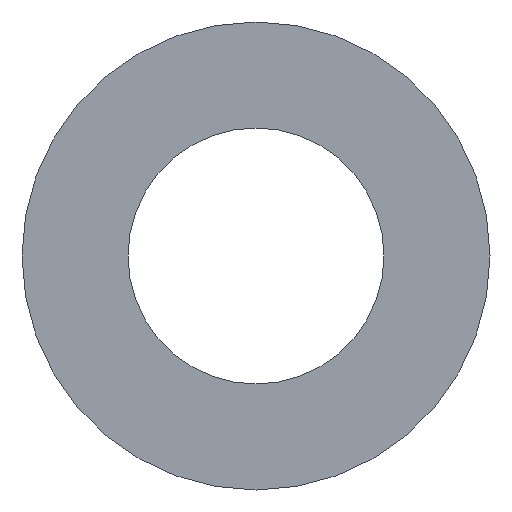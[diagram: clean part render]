
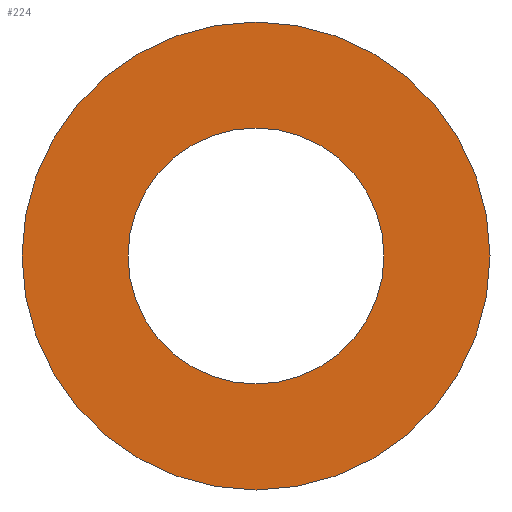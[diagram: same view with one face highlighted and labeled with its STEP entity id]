
A CAD part, front view. The second image highlights one B-rep face of the part: STEP entity #224.
In plain terms, the highlighted planar face has unit normal (0, -1, 0).
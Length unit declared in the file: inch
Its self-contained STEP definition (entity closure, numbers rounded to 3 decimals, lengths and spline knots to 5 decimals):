
#3 = FACE_OUTER_BOUND ( 'NONE', #14, .T. ) ;
#11 = DIRECTION ( 'NONE',  ( 0., 0., 1. ) ) ;
#14 = EDGE_LOOP ( 'NONE', ( #225, #52 ) ) ;
#18 = CARTESIAN_POINT ( 'NONE',  ( 0., 0., 0. ) ) ;
#21 = DIRECTION ( 'NONE',  ( 0., 0., 1. ) ) ;
#39 = DIRECTION ( 'NONE',  ( 0., 0., 1. ) ) ;
#45 = CARTESIAN_POINT ( 'NONE',  ( 0., 0., 0.34375 ) ) ;
#52 = ORIENTED_EDGE ( 'NONE', *, *, #270, .F. ) ;
#55 = VERTEX_POINT ( 'NONE', #277 ) ;
#58 = CARTESIAN_POINT ( 'NONE',  ( 0., 0., -0.188 ) ) ;
#61 = ORIENTED_EDGE ( 'NONE', *, *, #79, .T. ) ;
#68 = AXIS2_PLACEMENT_3D ( 'NONE', #91, #90, #39 ) ;
#79 = EDGE_CURVE ( 'NONE', #212, #294, #207, .T. ) ;
#82 = EDGE_LOOP ( 'NONE', ( #110, #61 ) ) ;
#85 = EDGE_CURVE ( 'NONE', #55, #201, #93, .T. ) ;
#89 = AXIS2_PLACEMENT_3D ( 'NONE', #18, #123, #165 ) ;
#90 = DIRECTION ( 'NONE',  ( 0., 1., 0. ) ) ;
#91 = CARTESIAN_POINT ( 'NONE',  ( 0., 0., 0. ) ) ;
#93 = CIRCLE ( 'NONE', #265, 0.34375 ) ;
#99 = CIRCLE ( 'NONE', #143, 0.34375 ) ;
#110 = ORIENTED_EDGE ( 'NONE', *, *, #205, .T. ) ;
#120 = DIRECTION ( 'NONE',  ( 0., 1., 0. ) ) ;
#123 = DIRECTION ( 'NONE',  ( 0., 1., 0. ) ) ;
#143 = AXIS2_PLACEMENT_3D ( 'NONE', #175, #178, #11 ) ;
#145 = PLANE ( 'NONE',  #261 ) ;
#165 = DIRECTION ( 'NONE',  ( 0., 0., 1. ) ) ;
#175 = CARTESIAN_POINT ( 'NONE',  ( 0., 0., 0. ) ) ;
#178 = DIRECTION ( 'NONE',  ( 0., 1., 0. ) ) ;
#201 = VERTEX_POINT ( 'NONE', #45 ) ;
#205 = EDGE_CURVE ( 'NONE', #294, #212, #274, .T. ) ;
#207 = CIRCLE ( 'NONE', #68, 0.188 ) ;
#212 = VERTEX_POINT ( 'NONE', #283 ) ;
#224 = ADVANCED_FACE ( 'NONE', ( #263, #3 ), #145, .F. ) ;
#225 = ORIENTED_EDGE ( 'NONE', *, *, #85, .F. ) ;
#231 = DIRECTION ( 'NONE',  ( 0., 1., 0. ) ) ;
#235 = DIRECTION ( 'NONE',  ( 0., 0., 1. ) ) ;
#239 = CARTESIAN_POINT ( 'NONE',  ( 0., 0., 0. ) ) ;
#261 = AXIS2_PLACEMENT_3D ( 'NONE', #239, #120, #21 ) ;
#263 = FACE_BOUND ( 'NONE', #82, .T. ) ;
#265 = AXIS2_PLACEMENT_3D ( 'NONE', #302, #231, #235 ) ;
#270 = EDGE_CURVE ( 'NONE', #201, #55, #99, .T. ) ;
#274 = CIRCLE ( 'NONE', #89, 0.188 ) ;
#277 = CARTESIAN_POINT ( 'NONE',  ( 0., 0., -0.34375 ) ) ;
#283 = CARTESIAN_POINT ( 'NONE',  ( 0., 0., 0.188 ) ) ;
#294 = VERTEX_POINT ( 'NONE', #58 ) ;
#302 = CARTESIAN_POINT ( 'NONE',  ( 0., 0., 0. ) ) ;
